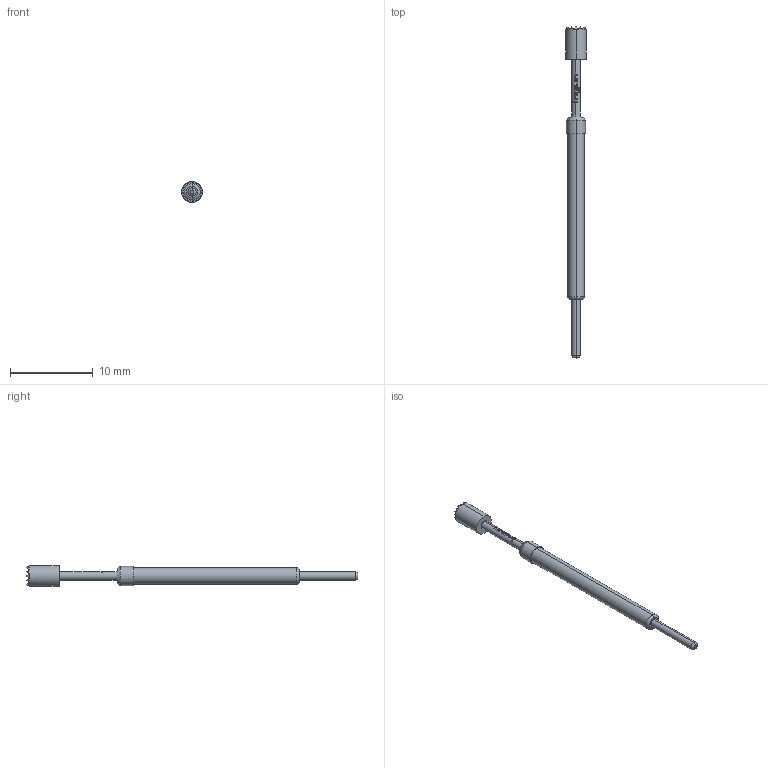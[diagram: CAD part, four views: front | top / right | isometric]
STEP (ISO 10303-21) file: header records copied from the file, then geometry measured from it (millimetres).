
FILE_DESCRIPTION (( 'STEP AP203' ), '1' );
FILE_NAME ('INGUN_GKS-502_356_250_A_xx02.STEP', '2022-05-09T12:40:55', ( 'ochi' ), ( '' ), 'SwSTEP 2.0', 'SolidWorks 2018', '' );
FILE_SCHEMA (( 'CONFIG_CONTROL_DESIGN' ));
Length unit declared in the file: millimetre
Products named in the file (1): INGUN_GKS-502_356_250_A_xx02
Bounding box: 2.5 x 40.1 x 2.5 mm (x, y, z)
Volume: 100 mm3; surface area: 232.3 mm2
Topology: 1 solids, 1 shells, 185 faces, 427 edges, 249 vertices
Faces by surface type: plane 113, bspline 46, cylinder 20, torus 4, cone 2
Entity records: 6136 total; most frequent: CARTESIAN_POINT 2592, ORIENTED_EDGE 854, DIRECTION 485, EDGE_CURVE 427, VERTEX_POINT 249, B_SPLINE_CURVE_WITH_KNOTS 204, EDGE_LOOP 190, FACE_OUTER_BOUND 185
